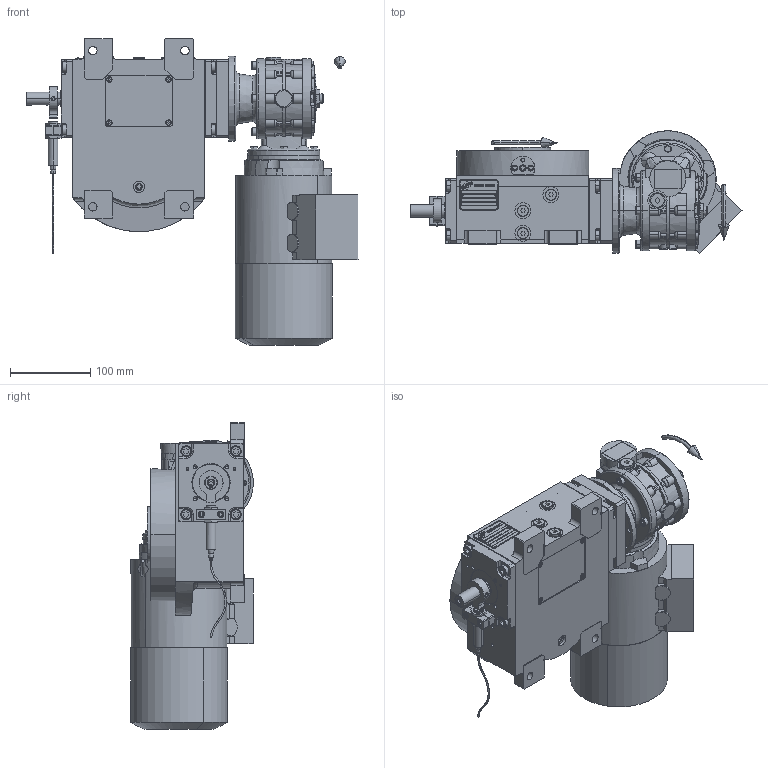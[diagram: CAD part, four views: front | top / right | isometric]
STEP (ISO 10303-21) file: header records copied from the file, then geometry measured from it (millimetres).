
FILE_DESCRIPTION (( 'STEP AP203' ), '1' );
FILE_NAME ('PC5200616.step', '2024-09-12T13:33:58', ( '' ), ( '' ), 'SwSTEP 2.0', 'SolidWorks 2020', '' );
FILE_SCHEMA (( 'CONFIG_CONTROL_DESIGN' ));
Length unit declared in the file: millimetre
Products named in the file (81): cfn2000_01_129; cfn2128_04_011; CFN2223_01-390X6-B.stp; rig04_007_master; cfn2155_01_038; cfn2104_01_016; cfn2010_01_015.prt; CFN2000_01_185.stp; cfn2003_01_063; RMI40_F1_LCB_DX_63B14; cfn2151_01_087; cfn2077_01_018; PC5200616; CFN2155_01_007.stp; olio_agip_blasia_150; RIG04_005_AF0.stp; cfn2000_01_147; AS_900_38_11_14_4; CFN2356_03_051.stp; CFN2010_01_006.stp; cfn2115_02_182; cfn2276_01_065; cfn2073_01_011; rig04_001_a; rig04_004_s_001; AS_rig04_004; rig04_071_6_m.stp; RIG06_021_AF0.stp; CFN2203_02_001.stp; rig04_004_s_002; 900_38_30_003; cfn2155_01_055; cfn2151_01_092; rig04_003_6; AS_rig04_071_6_m; cfn2107_01_001; rig04_002_bl_004; cfn2401_01_003; CFN2104_02_017.stp; cfn2400_04_003 ...
Assembly tree (75 placements, depth 5):
  CFN2223_01-390X6-B.stp
  rig04_007_master
  cfn2151_01_087
  cfn2077_01_018
  PC5200616
    rig04_001_a
    AS_cfn2476_01_001_48x38
      cfn2476_01_001_48x38
      cfn2107_01_001
      cfn2107_01_001
    AS_rig04_071_6_m
      rig04_071_6_m.stp
        RIG04_005_ASM.stp
          RIG04_005_AF0.stp
          RIG06_021_AF0.stp
          CFN2000_01_185.stp
          CFN2000_01_185.stp
          CFN2104_02_017.stp
        CFN2155_01_007.stp
        CFN2010_02_002.stp
      rig04_003_6
      cfn2000_01_147
      cfn2000_01_147
      cfn2000_01_147
      cfn2000_01_147
      cfn2000_01_147
      cfn2000_01_147
      cfn2000_01_147
      cfn2000_01_147
      cfn2104_01_016  x2
    cfn2073_01_011
    AS_rig04_004_s_002
      rig04_004_s_002
      cfn2155_01_038
      cfn2070_05_001
      cfn2000_01_129
      cfn2000_01_129  x2
      cfn2000_01_129
    AS_rig04_004
      rig04_004
      cfn2155_01_055
      cfn2070_05_001
      cfn2000_01_129  x2
      cfn2000_01_129
      cfn2000_01_129
    AS_rig04_002_bl_004
      rig04_002_bl_004
      cfn2115_02_182
    AS_rig04_004_s_001
      rig04_004_s_001
      cfn2000_01_129
      cfn2000_01_129
      cfn2000_01_129  x2
    cfn2128_04_011
    cfn2128_04_011
    cfn2128_04_011
    cfn2128_05_006
    AS_rig04_015
      rig04_015
      cfn2003_01_063
Bounding box: 414.63 x 153.49 x 382.99 mm (x, y, z)
Volume: 4699579.5 mm3; surface area: 713649.4 mm2
Topology: 78 solids, 80 shells, 3587 faces, 8974 edges, 5755 vertices
Faces by surface type: plane 1697, cylinder 1200, cone 517, torus 147, bspline 20, sphere 6
Entity records: 122495 total; most frequent: CARTESIAN_POINT 30061, DIRECTION 17852, ORIENTED_EDGE 17238, EDGE_CURVE 8621, AXIS2_PLACEMENT_3D 6495, VERTEX_POINT 5586, VECTOR 4862, LINE 4862
